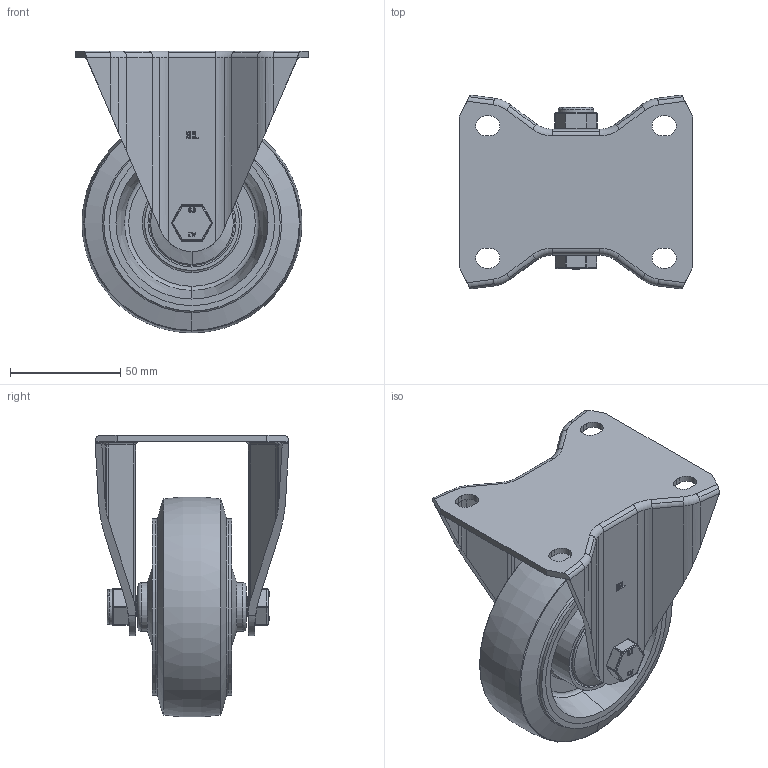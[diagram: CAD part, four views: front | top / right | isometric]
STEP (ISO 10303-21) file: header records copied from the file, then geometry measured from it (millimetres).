
FILE_DESCRIPTION(('STEP AP214'),'1');
FILE_NAME('BZHF100SRNBJ.STEP','2022-11-22T12:14:45',(' '),(' '),'Spatial InterOp 3D',' ',' ');
FILE_SCHEMA(('AUTOMOTIVE_DESIGN { 1 0 10303 214 1 1 1 1 }'));
Length unit declared in the file: metre
Products named in the file (23): BZHF100AS; ZINC PLATED, PRESSED STEEL BRACKET; BZHF100SRNBJ; BZMM100WSRNBJ; 65 SHORE A ELASTIC RUBBER TYRE; NYLON RIM; BEARING 6202; METAL; METAL2; Pattern; Component1; MIDDLE; RUBBER; RUBBER2; HUBCAPM10X49RN; HUB CAP; HEXBOLTM10X65Z8.8FULL; GRADE 8.8 FULLY THREADED ZINC PLATED BOLT; NYLOC NUT; RUBBER3; NUT; NYLOCM10Z
Assembly tree (30 placements, depth 5):
  BZHF100SRNBJ
    BZHF100AS
      ZINC PLATED, PRESSED STEEL BRACKET
    BZMM100WSRNBJ
      65 SHORE A ELASTIC RUBBER TYRE
      NYLON RIM
      BEARING 6202
        METAL
        METAL2
        Pattern
          Component1  x8
        MIDDLE
        RUBBER
        RUBBER2
    HUBCAPM10X49RN
      HUB CAP
    HUBCAPM10X49RN
      HUB CAP
    HEXBOLTM10X65Z8.8FULL
      GRADE 8.8 FULLY THREADED ZINC PLATED BOLT
    NYLOCM10Z
      NYLOC NUT
        RUBBER3
        NUT
Bounding box: 106 x 88 x 127.89 mm (x, y, z)
Volume: 243432.6 mm3; surface area: 119160.8 mm2
Topology: 21 solids, 21 shells, 1042 faces, 2659 edges, 1696 vertices
Faces by surface type: cylinder 400, plane 286, extrusion 190, sphere 84, torus 50, cone 30, bspline 2
Entity records: 45849 total; most frequent: CARTESIAN_POINT 21542, ORIENTED_EDGE 5034, DIRECTION 4612, EDGE_CURVE 2517, AXIS2_PLACEMENT_3D 1696, VERTEX_POINT 1642, VECTOR 1220, EDGE_LOOP 1135
